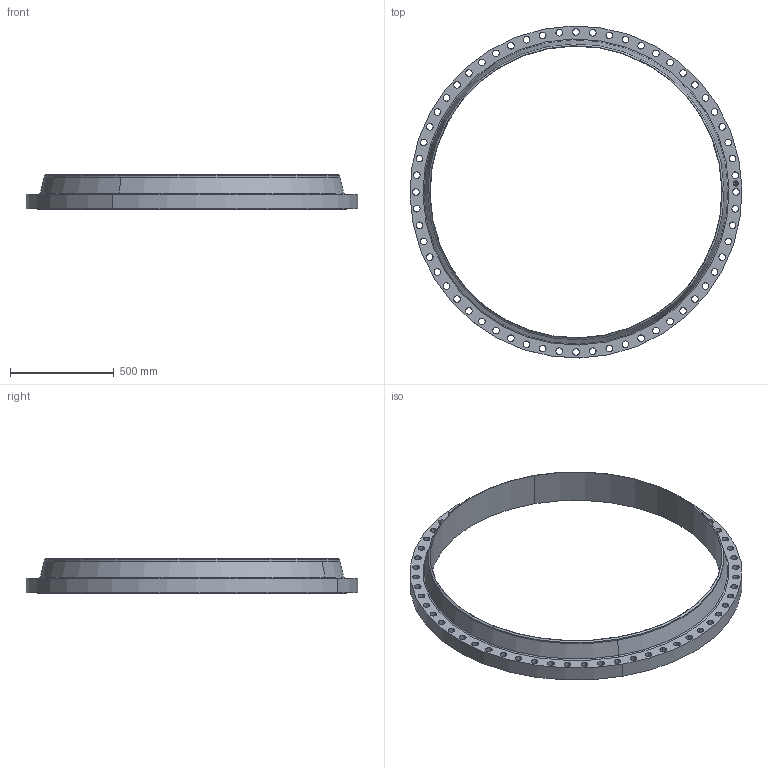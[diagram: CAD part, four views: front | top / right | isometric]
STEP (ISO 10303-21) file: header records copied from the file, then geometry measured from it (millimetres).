
FILE_DESCRIPTION(('3D STEP'),'2;1');
FILE_NAME('56-150-WELD-NECK-RF- STD-B-FLANGE.stp','2013-03-25T05:54:30+00:00',('Texas Flange'),(''),'CATIA Version 5 Release 20 SP 6 (IN-10)','CATIA V5 STEP AP214','800-826-3801');
FILE_SCHEMA(('AUTOMOTIVE_DESIGN { 1 0 10303 214 1 1 1 1 }'));
Length unit declared in the file: inch
Products named in the file (1): 56-150-WELD-NECK-RF- STD-B-FLANGE
Bounding box: 1599.75 x 1599.75 x 166.7 mm (x, y, z)
Volume: 37231741.8 mm3; surface area: 2672233.4 mm2
Topology: 1 solids, 1 shells, 523 faces, 1500 edges, 998 vertices
Faces by surface type: plane 369, cylinder 148, cone 4, torus 2
Entity records: 19122 total; most frequent: ORIENTED_EDGE 3000, CARTESIAN_POINT 2921, DIRECTION 2344, EDGE_CURVE 1500, VECTOR 1196, LINE 1196, VERTEX_POINT 998, AXIS2_PLACEMENT_3D 727
